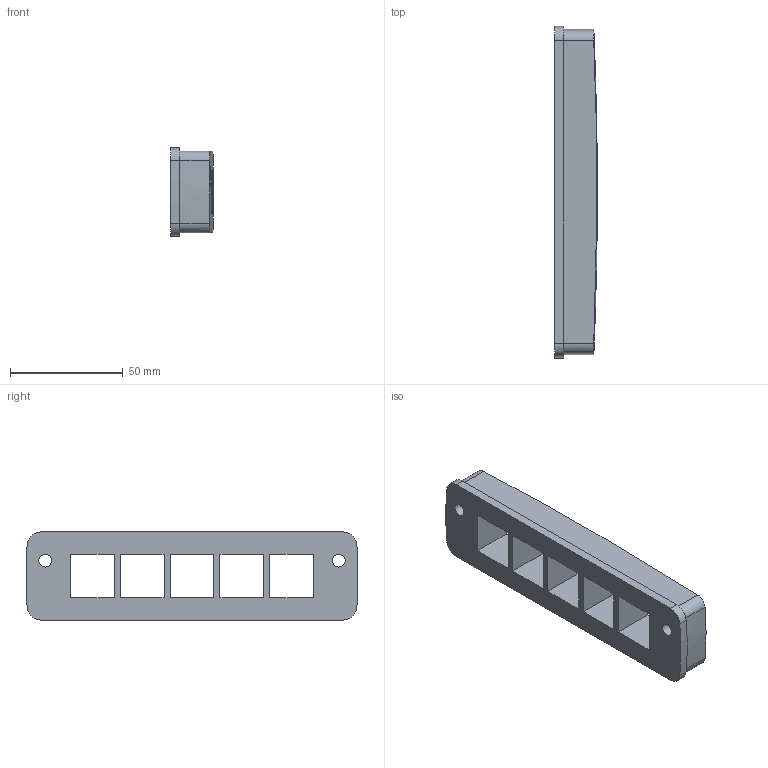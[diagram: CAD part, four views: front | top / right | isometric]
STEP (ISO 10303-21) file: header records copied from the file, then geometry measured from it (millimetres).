
FILE_DESCRIPTION(/* description */ (''),/* implementation_level */ '2;1');
FILE_NAME(/* name */ '28712.4_KDS-SR-FB4-F.stp',/* time_stamp */ '2018-05-18T08:31:21+02:00',/* author */ (''),/* organization */ (''),/* preprocessor_version */ 'ST-DEVELOPER v16',/* originating_system */ 'SIEMENS PLM Software NX 10.0',/* authorisation */ '');
FILE_SCHEMA (('AP203_CONFIGURATION_CONTROLLED_3D_DESIGN_OF_MECHANICAL_PARTS_AND_ASSEMBLIES_MIM_LF { 1 0 10303 403 2 1 2}'));
Length unit declared in the file: millimetre
Products named in the file (1): 28712.4_KDS-SR-FB4-F
Bounding box: 18.9 x 147 x 39 mm (x, y, z)
Volume: 61006.6 mm3; surface area: 21817.2 mm2
Topology: 1 solids, 1 shells, 45 faces, 124 edges, 84 vertices
Faces by surface type: plane 28, cylinder 16, bspline 1
Full cylindrical faces by diameter (mm): 5.6 x2, 9 x2
Entity records: 1576 total; most frequent: CARTESIAN_POINT 383, ORIENTED_EDGE 232, DIRECTION 200, EDGE_CURVE 116, VERTEX_POINT 80, AXIS2_PLACEMENT_3D 69, EDGE_LOOP 66, LINE 62
